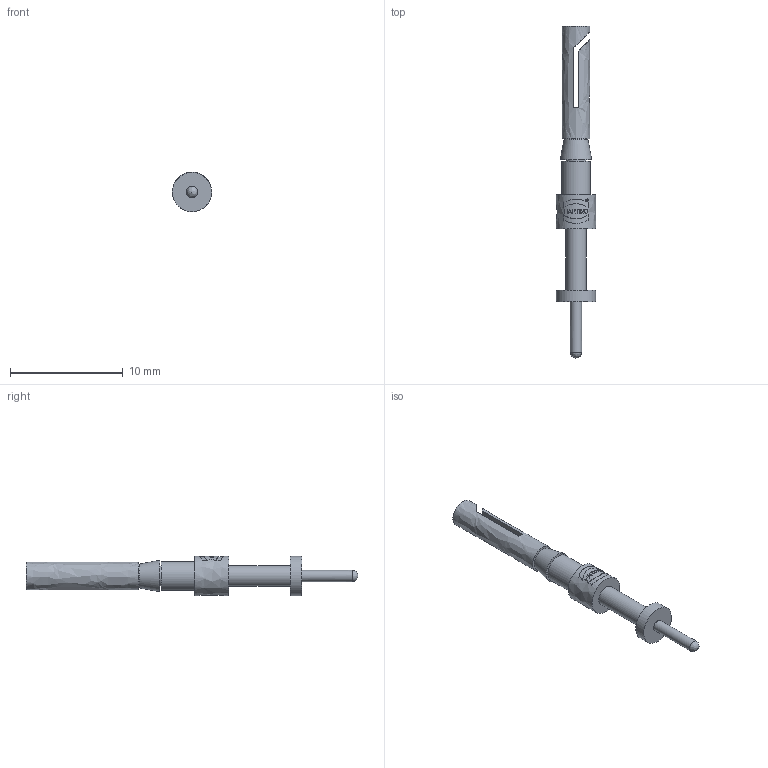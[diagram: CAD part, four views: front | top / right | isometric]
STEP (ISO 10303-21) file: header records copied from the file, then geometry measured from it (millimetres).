
FILE_DESCRIPTION(( 'HARTING HARTING HARTING HARTING HARTING HARTING HARTING HARTING HARTING', 'This Document is valid for Parts No. 09 15 000 6291'),'2;1');
FILE_NAME('MD_09150006291_R25592.stp', '2004-10-14T13:46:02',('ITIS-3'),('HARTING KGaA, D-32339 Espelkamp'), 'I-DEAS Master Series 9','HP-UNIX','Yes');
FILE_SCHEMA(('AUTOMOTIVE_DESIGN { 1 0 10303 214 1 1 1 1 }'));
Length unit declared in the file: millimetre
Products named in the file (1): Kontaktbuchse
Bounding box: 3.5 x 29.5 x 3.5 mm (x, y, z)
Volume: 106 mm3; surface area: 296.9 mm2
Topology: 1 solids, 1 shells, 138 faces, 356 edges, 236 vertices
Faces by surface type: bspline 138
Entity records: 4609 total; most frequent: CARTESIAN_POINT 2290, ORIENTED_EDGE 708, EDGE_CURVE 354, VERTEX_POINT 236, OVER_RIDING_STYLED_ITEM 202, EDGE_LOOP 158, B_SPLINE_CURVE_WITH_KNOTS 144, FACE_OUTER_BOUND 138
